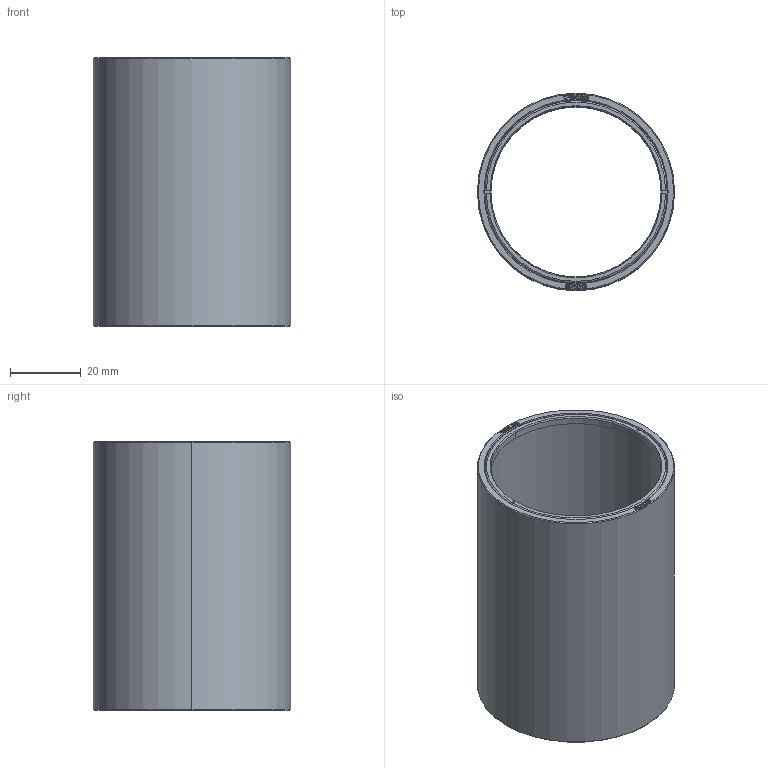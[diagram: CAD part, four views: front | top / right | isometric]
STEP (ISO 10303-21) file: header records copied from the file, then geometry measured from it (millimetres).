
FILE_DESCRIPTION (( 'STEP AP214' ), '1' );
FILE_NAME ('18678-E0W.STEP', '2015-12-23T18:46:26', ( '' ), ( '' ), 'SwSTEP 2.0', 'SolidWorks 2014', '' );
FILE_SCHEMA (( 'AUTOMOTIVE_DESIGN' ));
Length unit declared in the file: inch
Products named in the file (1): 18678-E0W
Bounding box: 55.88 x 55.88 x 76.2 mm (x, y, z)
Volume: 28245.1 mm3; surface area: 28792.2 mm2
Topology: 3 solids, 3 shells, 318 faces, 856 edges, 564 vertices
Faces by surface type: bspline 162, plane 116, cone 28, cylinder 12
Entity records: 17608 total; most frequent: CARTESIAN_POINT 6517, ORIENTED_EDGE 1712, DIRECTION 898, EDGE_CURVE 856, VERTEX_POINT 564, VECTOR 448, LINE 448, EDGE_LOOP 344
